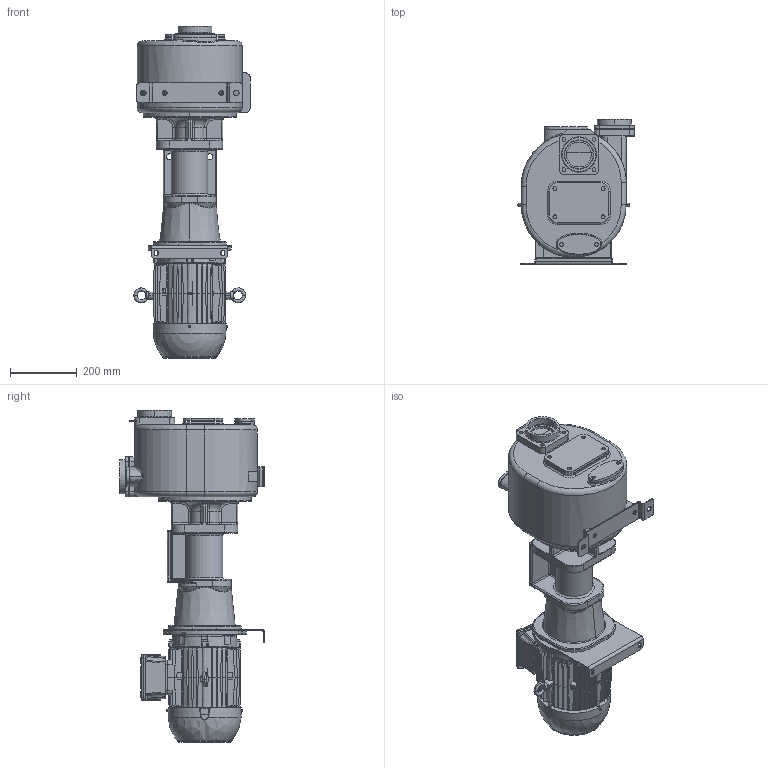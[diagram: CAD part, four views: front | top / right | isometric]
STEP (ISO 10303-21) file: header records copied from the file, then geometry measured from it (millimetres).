
FILE_DESCRIPTION((''),'2;1');
FILE_NAME('S_85-50_K_BBT','2022-04-08T14:27:05',('Nicola'),(''),'CREO PARAMETRIC BY PTC INC, 2020354','CREO PARAMETRIC BY PTC INC, 2020354','');
FILE_SCHEMA(('CONFIG_CONTROL_DESIGN'));
Products named in the file (1): S_85-50_K_BBT
Bounding box: 349.98 x 436 x 998.6 mm (x, y, z)
Volume: 43218082.5 mm3; surface area: 1562893.7 mm2
Topology: 4 solids, 4 shells, 2465 faces, 6120 edges, 3881 vertices
Faces by surface type: plane 1744, cylinder 333, cone 167, bspline 124, torus 78, sphere 13, extrusion 6
Entity records: 85768 total; most frequent: CARTESIAN_POINT 28615, ORIENTED_EDGE 12206, DIRECTION 10973, EDGE_CURVE 6103, VECTOR 4043, LINE 4037, VERTEX_POINT 3878, AXIS2_PLACEMENT_3D 3465
